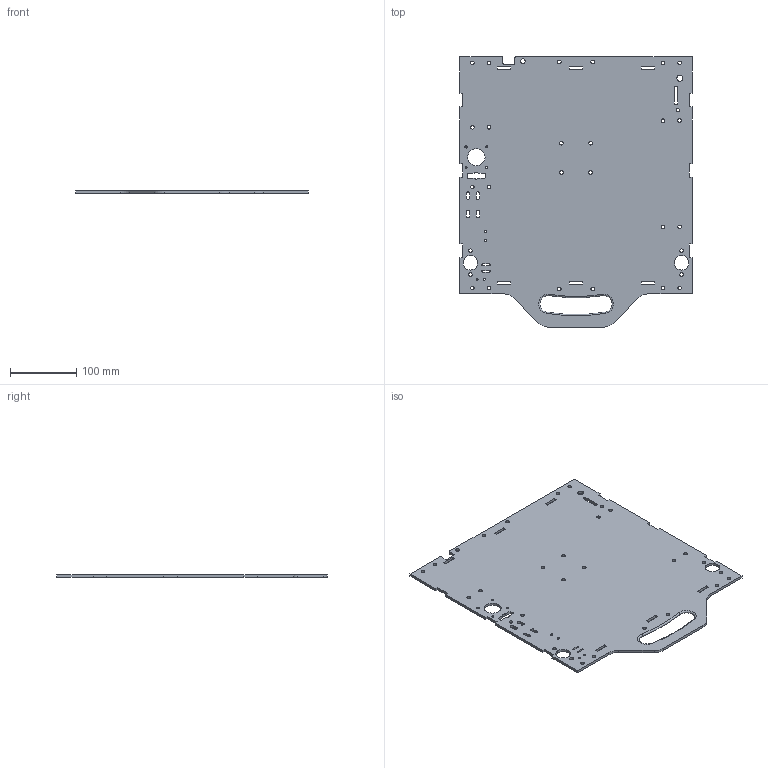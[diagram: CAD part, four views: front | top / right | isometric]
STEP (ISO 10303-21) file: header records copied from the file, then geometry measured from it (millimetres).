
FILE_DESCRIPTION((''),'2;1');
FILE_NAME('VERTEX SIDE PANEL.stp','2015-01-29T11:39:58',('jge'),(''),'Autodesk Inventor 2012','Autodesk Inventor 2012','');
FILE_SCHEMA(('AUTOMOTIVE_DESIGN { 1 0 10303 214 1 1 1 1 }'));
Length unit declared in the file: millimetre
Products named in the file (1): SIDE 2
Bounding box: 350 x 407 x 4 mm (x, y, z)
Volume: 502530.6 mm3; surface area: 264121.7 mm2
Topology: 1 solids, 1 shells, 175 faces, 516 edges, 344 vertices
Faces by surface type: plane 91, cylinder 80, torus 4
Full cylindrical faces by diameter (mm): 3 x2, 3.1 x3, 3.5 x3, 5 x1, 5.5 x28, 7 x1, 9 x1, 22 x2, 26 x1
Entity records: 5926 total; most frequent: DIRECTION 998, CARTESIAN_POINT 994, ORIENTED_EDGE 948, EDGE_CURVE 474, AXIS2_PLACEMENT_3D 348, VERTEX_POINT 344, EDGE_LOOP 332, VECTOR 302
